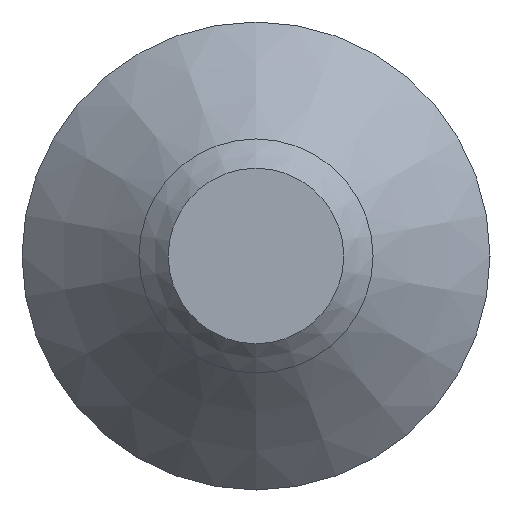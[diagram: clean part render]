
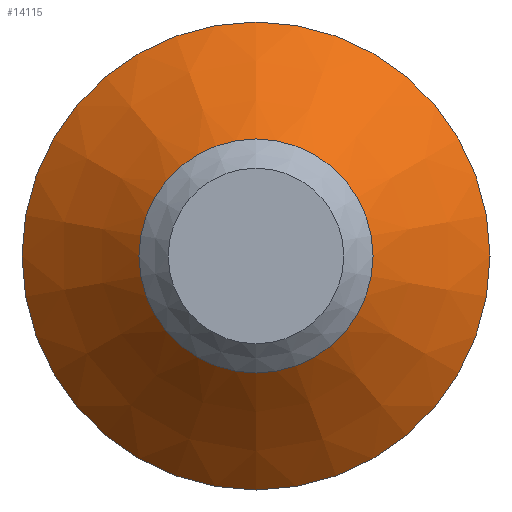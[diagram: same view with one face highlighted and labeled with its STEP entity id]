
A CAD part, front view. The second image highlights one B-rep face of the part: STEP entity #14115.
In plain terms, the highlighted conical face has half-angle 45 degrees and reference radius 2 mm.
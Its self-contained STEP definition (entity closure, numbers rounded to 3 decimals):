
#222 = DIRECTION ( 'NONE',  ( 0., 0., 1. ) ) ;
#896 = DIRECTION ( 'NONE',  ( 0., 0., -1. ) ) ;
#2675 = CARTESIAN_POINT ( 'NONE',  ( 0., 3.7, 0. ) ) ;
#3048 = CONICAL_SURFACE ( 'NONE', #13710, 2., 0.785 ) ;
#3559 = VERTEX_POINT ( 'NONE', #11675 ) ;
#3718 = CARTESIAN_POINT ( 'NONE',  ( 0., 3.7, -2. ) ) ;
#5034 = EDGE_LOOP ( 'NONE', ( #6996 ) ) ;
#5303 = CARTESIAN_POINT ( 'NONE',  ( 0., 5.7, 0. ) ) ;
#5442 = DIRECTION ( 'NONE',  ( 0., -1., 0. ) ) ;
#6562 = ORIENTED_EDGE ( 'NONE', *, *, #11550, .T. ) ;
#6928 = VERTEX_POINT ( 'NONE', #3718 ) ;
#6990 = EDGE_CURVE ( 'NONE', #6928, #6928, #9693, .T. ) ;
#6996 = ORIENTED_EDGE ( 'NONE', *, *, #6990, .F. ) ;
#7013 = DIRECTION ( 'NONE',  ( 0., 0., -1. ) ) ;
#9693 = CIRCLE ( 'NONE', #12935, 2. ) ;
#10517 = CIRCLE ( 'NONE', #10961, 4. ) ;
#10961 = AXIS2_PLACEMENT_3D ( 'NONE', #5303, #5442, #896 ) ;
#11451 = CARTESIAN_POINT ( 'NONE',  ( 0., 3.7, 0. ) ) ;
#11550 = EDGE_CURVE ( 'NONE', #3559, #3559, #10517, .T. ) ;
#11577 = FACE_BOUND ( 'NONE', #5034, .T. ) ;
#11675 = CARTESIAN_POINT ( 'NONE',  ( 0., 5.7, -4. ) ) ;
#11747 = FACE_OUTER_BOUND ( 'NONE', #12386, .T. ) ;
#12386 = EDGE_LOOP ( 'NONE', ( #6562 ) ) ;
#12935 = AXIS2_PLACEMENT_3D ( 'NONE', #11451, #13870, #7013 ) ;
#13710 = AXIS2_PLACEMENT_3D ( 'NONE', #2675, #14025, #222 ) ;
#13870 = DIRECTION ( 'NONE',  ( 0., -1., 0. ) ) ;
#14025 = DIRECTION ( 'NONE',  ( 0., 1., 0. ) ) ;
#14115 = ADVANCED_FACE ( 'NONE', ( #11747, #11577 ), #3048, .T. ) ;
